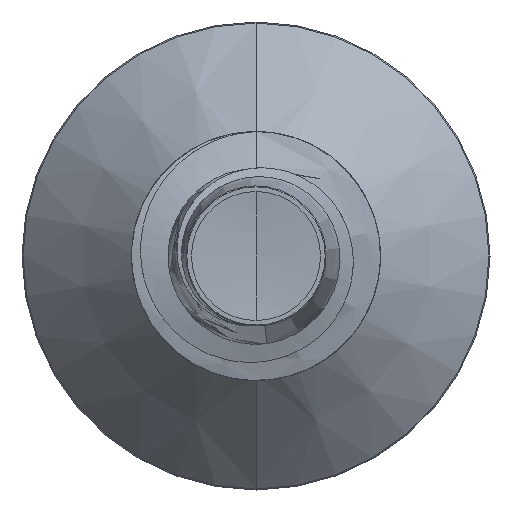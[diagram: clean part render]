
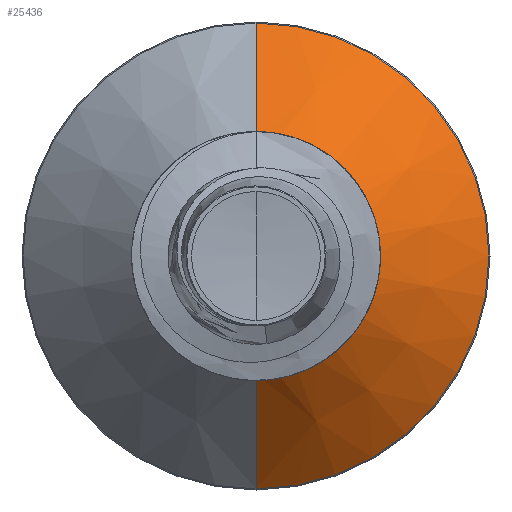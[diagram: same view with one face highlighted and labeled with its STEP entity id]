
A CAD part, front view. The second image highlights one B-rep face of the part: STEP entity #25436.
In plain terms, the highlighted conical face has half-angle 45 degrees and reference radius 1.189 mm.
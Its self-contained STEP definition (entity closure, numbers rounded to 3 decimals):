
#5380 = AXIS2_PLACEMENT_3D ( 'NONE', #10233, #23876, #22257 ) ;
#6887 = EDGE_CURVE ( 'NONE', #15545, #9627, #21776, .T. ) ;
#8006 = VECTOR ( 'NONE', #21503, 1000. ) ;
#8099 = ORIENTED_EDGE ( 'NONE', *, *, #6887, .T. ) ;
#8199 = ORIENTED_EDGE ( 'NONE', *, *, #15821, .T. ) ;
#8313 = ORIENTED_EDGE ( 'NONE', *, *, #22956, .F. ) ;
#8541 = ORIENTED_EDGE ( 'NONE', *, *, #23139, .F. ) ;
#9154 = LINE ( 'NONE', #22639, #19142 ) ;
#9627 = VERTEX_POINT ( 'NONE', #9706 ) ;
#9706 = CARTESIAN_POINT ( 'NONE',  ( 0., 13.289, -1.189 ) ) ;
#10219 = LINE ( 'NONE', #19668, #8006 ) ;
#10233 = CARTESIAN_POINT ( 'NONE',  ( 0., 13.289, 0. ) ) ;
#11338 = DIRECTION ( 'NONE',  ( 0., 1., 0. ) ) ;
#12562 = DIRECTION ( 'NONE',  ( 0., 0., 1. ) ) ;
#12680 = AXIS2_PLACEMENT_3D ( 'NONE', #13131, #13032, #12562 ) ;
#12789 = EDGE_LOOP ( 'NONE', ( #8099, #8199, #8313, #8541 ) ) ;
#13032 = DIRECTION ( 'NONE',  ( 0., 1., 0. ) ) ;
#13131 = CARTESIAN_POINT ( 'NONE',  ( 0., 13.289, 0. ) ) ;
#15310 = CIRCLE ( 'NONE', #17803, 2.339 ) ;
#15545 = VERTEX_POINT ( 'NONE', #25311 ) ;
#15635 = CARTESIAN_POINT ( 'NONE',  ( 0., 14.439, 2.339 ) ) ;
#15821 = EDGE_CURVE ( 'NONE', #9627, #20790, #9154, .T. ) ;
#17803 = AXIS2_PLACEMENT_3D ( 'NONE', #23046, #11338, #24923 ) ;
#19142 = VECTOR ( 'NONE', #22619, 1000. ) ;
#19567 = CARTESIAN_POINT ( 'NONE',  ( 0., 14.439, -2.339 ) ) ;
#19668 = CARTESIAN_POINT ( 'NONE',  ( 0., 13.289, 1.189 ) ) ;
#20529 = CONICAL_SURFACE ( 'NONE', #5380, 1.189, 0.785 ) ;
#20790 = VERTEX_POINT ( 'NONE', #19567 ) ;
#21119 = FACE_OUTER_BOUND ( 'NONE', #12789, .T. ) ;
#21503 = DIRECTION ( 'NONE',  ( 0., 0.707, 0.707 ) ) ;
#21715 = VERTEX_POINT ( 'NONE', #15635 ) ;
#21776 = CIRCLE ( 'NONE', #12680, 1.189 ) ;
#22257 = DIRECTION ( 'NONE',  ( 0., 0., 1. ) ) ;
#22619 = DIRECTION ( 'NONE',  ( 0., 0.707, -0.707 ) ) ;
#22639 = CARTESIAN_POINT ( 'NONE',  ( 0., 13.289, -1.189 ) ) ;
#22956 = EDGE_CURVE ( 'NONE', #21715, #20790, #15310, .T. ) ;
#23046 = CARTESIAN_POINT ( 'NONE',  ( 0., 14.439, 0. ) ) ;
#23139 = EDGE_CURVE ( 'NONE', #15545, #21715, #10219, .T. ) ;
#23876 = DIRECTION ( 'NONE',  ( 0., 1., 0. ) ) ;
#24923 = DIRECTION ( 'NONE',  ( 0., 0., 1. ) ) ;
#25311 = CARTESIAN_POINT ( 'NONE',  ( 0., 13.289, 1.189 ) ) ;
#25436 = ADVANCED_FACE ( 'NONE', ( #21119 ), #20529, .T. ) ;
